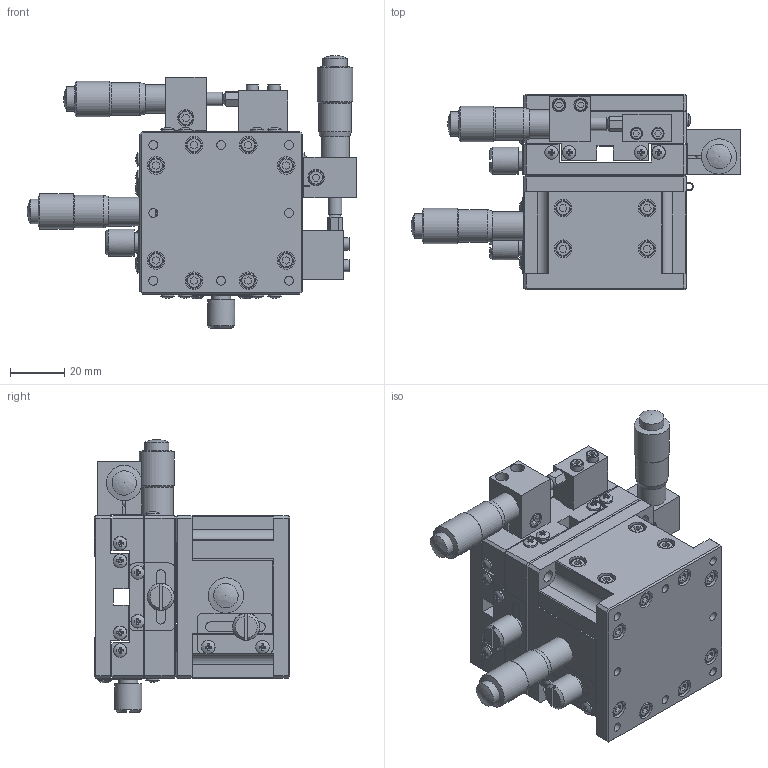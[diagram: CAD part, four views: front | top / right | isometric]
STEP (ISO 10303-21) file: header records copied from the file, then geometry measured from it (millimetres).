
FILE_DESCRIPTION(/* description */ (''),/* implementation_level */ '2;1');
FILE_NAME(/* name */ 'LD60-LM-2.stp',/* time_stamp */ '2020-06-10T12:11:14+08:00',/* author */ (''),/* organization */ (''),/* preprocessor_version */ 'ST-DEVELOPER v14',/* originating_system */ 'SIEMENS PLM Software NX 8.0',/* authorisation */ '');
FILE_SCHEMA (('AP203_CONFIGURATION_CONTROLLED_3D_DESIGN_OF_MECHANICAL_PARTS_AND_ASSEMBLIES_MIM_LF { 1 0 10303 403 2 1 2}'));
Products named in the file (1): Admi0384CE10or7w
Bounding box: 121.46 x 72 x 100.6 mm (x, y, z)
Volume: 237842.8 mm3; surface area: 105550.7 mm2
Topology: 12 solids, 16 shells, 2266 faces, 5923 edges, 3919 vertices
Faces by surface type: plane 1606, cylinder 287, cone 262, bspline 55, sphere 42, torus 14
Full cylindrical faces by diameter (mm): 2.5 x4, 3 x9, 3.3 x17, 4.5 x16, 5 x45, 5.1 x1, 5.5 x54, 6 x16, 6.5 x40, 7 x3, 8 x6, 9 x11, 9.1 x2, 9.5 x2, 10 x3, 10.5 x6, 11.5 x1, 12.035 x3, 13.035 x3
Entity records: 71174 total; most frequent: CARTESIAN_POINT 18603, ORIENTED_EDGE 11164, DIRECTION 10163, EDGE_CURVE 5582, VERTEX_POINT 3843, AXIS2_PLACEMENT_3D 3810, EDGE_LOOP 2820, LINE 2543
